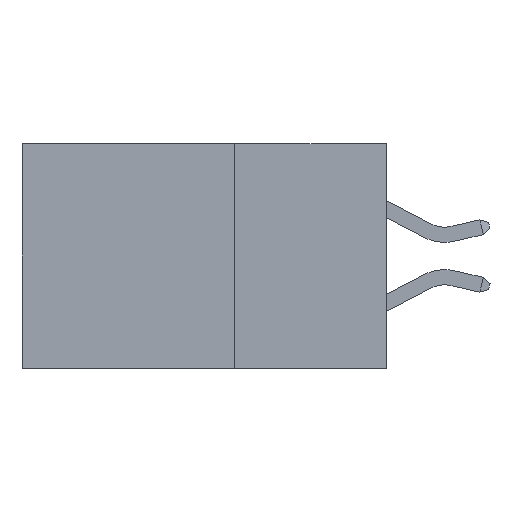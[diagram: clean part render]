
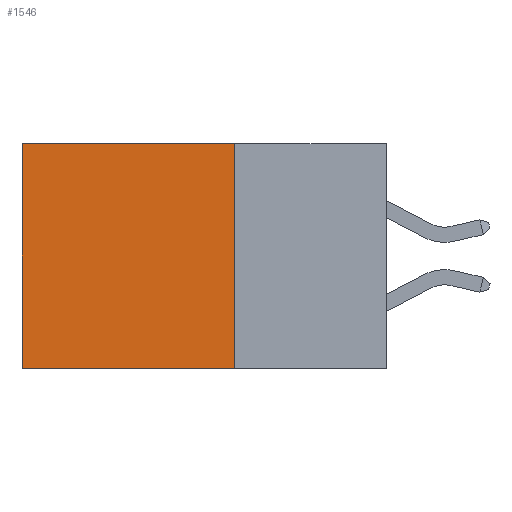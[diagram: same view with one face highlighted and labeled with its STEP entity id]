
A CAD part, left-side view. The second image highlights one B-rep face of the part: STEP entity #1546.
In plain terms, the highlighted planar face has unit normal (-1, 0, 0).
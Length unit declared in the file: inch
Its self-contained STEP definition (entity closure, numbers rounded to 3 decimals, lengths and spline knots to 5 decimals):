
#1546 = ADVANCED_FACE ( 'NONE', ( #30379 ), #4851, .F. ) ;
#1996 = VERTEX_POINT ( 'NONE', #32304 ) ;
#4565 = LINE ( 'NONE', #15093, #5748 ) ;
#4851 = PLANE ( 'NONE',  #22799 ) ;
#5126 = VERTEX_POINT ( 'NONE', #11020 ) ;
#5748 = VECTOR ( 'NONE', #25360, 39.37008 ) ;
#5954 = DIRECTION ( 'NONE',  ( 0., 0., -1. ) ) ;
#6817 = ORIENTED_EDGE ( 'NONE', *, *, #14233, .F. ) ;
#7056 = VECTOR ( 'NONE', #29093, 39.37008 ) ;
#7126 = LINE ( 'NONE', #16259, #13194 ) ;
#8647 = CARTESIAN_POINT ( 'NONE',  ( 0.298, 0.25, 0. ) ) ;
#9919 = DIRECTION ( 'NONE',  ( 0., 0., -1. ) ) ;
#10431 = ORIENTED_EDGE ( 'NONE', *, *, #20065, .T. ) ;
#11020 = CARTESIAN_POINT ( 'NONE',  ( 0.298, 0.6, 0. ) ) ;
#11477 = VECTOR ( 'NONE', #26862, 39.37008 ) ;
#12631 = CARTESIAN_POINT ( 'NONE',  ( 0.298, 0.25, 0. ) ) ;
#13194 = VECTOR ( 'NONE', #5954, 39.37008 ) ;
#13598 = EDGE_CURVE ( 'NONE', #23947, #1996, #20354, .T. ) ;
#13727 = CARTESIAN_POINT ( 'NONE',  ( 0.298, 0.25, 0. ) ) ;
#14233 = EDGE_CURVE ( 'NONE', #1996, #21687, #4565, .T. ) ;
#15093 = CARTESIAN_POINT ( 'NONE',  ( 0.298, 0.25, -0.37 ) ) ;
#16002 = EDGE_LOOP ( 'NONE', ( #10431, #6817, #26218, #23930 ) ) ;
#16259 = CARTESIAN_POINT ( 'NONE',  ( 0.298, 0.6, 0. ) ) ;
#16488 = CARTESIAN_POINT ( 'NONE',  ( 0.298, 0.25, 0. ) ) ;
#16690 = CARTESIAN_POINT ( 'NONE',  ( 0.298, 0.6, -0.37 ) ) ;
#17937 = DIRECTION ( 'NONE',  ( 1., 0., 0. ) ) ;
#20065 = EDGE_CURVE ( 'NONE', #5126, #21687, #7126, .T. ) ;
#20354 = LINE ( 'NONE', #13727, #7056 ) ;
#21687 = VERTEX_POINT ( 'NONE', #16690 ) ;
#22799 = AXIS2_PLACEMENT_3D ( 'NONE', #12631, #17937, #9919 ) ;
#23199 = LINE ( 'NONE', #16488, #11477 ) ;
#23930 = ORIENTED_EDGE ( 'NONE', *, *, #31866, .T. ) ;
#23947 = VERTEX_POINT ( 'NONE', #8647 ) ;
#25360 = DIRECTION ( 'NONE',  ( 0., 1., 0. ) ) ;
#26218 = ORIENTED_EDGE ( 'NONE', *, *, #13598, .F. ) ;
#26862 = DIRECTION ( 'NONE',  ( 0., 1., 0. ) ) ;
#29093 = DIRECTION ( 'NONE',  ( 0., 0., -1. ) ) ;
#30379 = FACE_OUTER_BOUND ( 'NONE', #16002, .T. ) ;
#31866 = EDGE_CURVE ( 'NONE', #23947, #5126, #23199, .T. ) ;
#32304 = CARTESIAN_POINT ( 'NONE',  ( 0.298, 0.25, -0.37 ) ) ;
